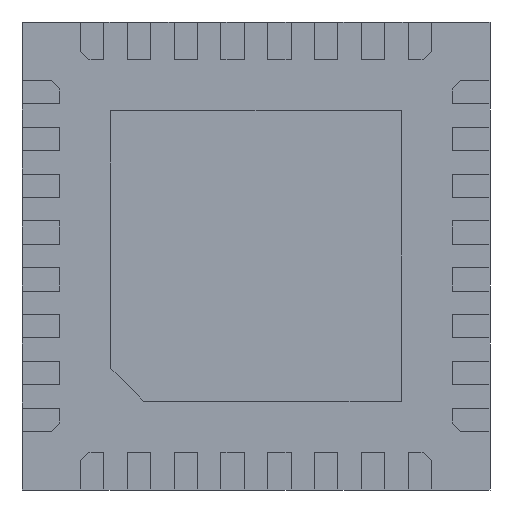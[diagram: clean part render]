
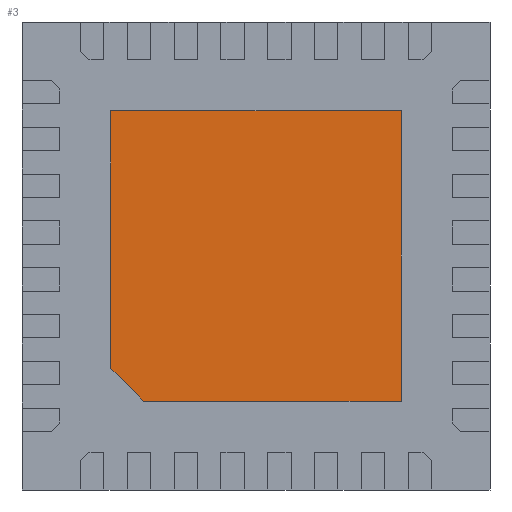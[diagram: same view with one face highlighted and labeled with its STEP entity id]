
A CAD part, front view. The second image highlights one B-rep face of the part: STEP entity #3.
In plain terms, the highlighted planar face has unit normal (0, -1, 0).
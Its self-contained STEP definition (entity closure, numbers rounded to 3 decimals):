
#3 = ADVANCED_FACE ( 'NONE', ( #10693 ), #6334, .T. ) ;
#366 = LINE ( 'NONE', #3111, #4678 ) ;
#442 = EDGE_LOOP ( 'NONE', ( #9123, #7624, #5064, #4028, #6789 ) ) ;
#489 = VECTOR ( 'NONE', #8968, 1000. ) ;
#536 = DIRECTION ( 'NONE',  ( 0.707, 0., -0.707 ) ) ;
#1043 = VERTEX_POINT ( 'NONE', #4675 ) ;
#1308 = DIRECTION ( 'NONE',  ( 0., -1., 0. ) ) ;
#1346 = LINE ( 'NONE', #7943, #3291 ) ;
#2191 = EDGE_CURVE ( 'NONE', #5966, #2526, #1346, .T. ) ;
#2278 = DIRECTION ( 'NONE',  ( -1., 0., 0. ) ) ;
#2302 = CARTESIAN_POINT ( 'NONE',  ( -1.55, 0., -1.2 ) ) ;
#2416 = LINE ( 'NONE', #2302, #10233 ) ;
#2526 = VERTEX_POINT ( 'NONE', #7665 ) ;
#2537 = EDGE_CURVE ( 'NONE', #9536, #5966, #6920, .T. ) ;
#2779 = CARTESIAN_POINT ( 'NONE',  ( -1.2, 0., -1.55 ) ) ;
#2820 = AXIS2_PLACEMENT_3D ( 'NONE', #5605, #1308, #8859 ) ;
#3111 = CARTESIAN_POINT ( 'NONE',  ( 1.55, 0., 1.55 ) ) ;
#3291 = VECTOR ( 'NONE', #3798, 1000. ) ;
#3798 = DIRECTION ( 'NONE',  ( 0., 0., 1. ) ) ;
#4028 = ORIENTED_EDGE ( 'NONE', *, *, #2537, .T. ) ;
#4509 = EDGE_CURVE ( 'NONE', #2526, #1043, #366, .T. ) ;
#4675 = CARTESIAN_POINT ( 'NONE',  ( -1.55, 0., 1.55 ) ) ;
#4678 = VECTOR ( 'NONE', #2278, 1000. ) ;
#5064 = ORIENTED_EDGE ( 'NONE', *, *, #10283, .T. ) ;
#5108 = VECTOR ( 'NONE', #5441, 1000. ) ;
#5441 = DIRECTION ( 'NONE',  ( 1., 0., 0. ) ) ;
#5578 = CARTESIAN_POINT ( 'NONE',  ( -1.55, 0., 1.55 ) ) ;
#5605 = CARTESIAN_POINT ( 'NONE',  ( 0., 0., 0. ) ) ;
#5966 = VERTEX_POINT ( 'NONE', #7810 ) ;
#5983 = LINE ( 'NONE', #5578, #489 ) ;
#6174 = VERTEX_POINT ( 'NONE', #9040 ) ;
#6334 = PLANE ( 'NONE',  #2820 ) ;
#6789 = ORIENTED_EDGE ( 'NONE', *, *, #2191, .T. ) ;
#6920 = LINE ( 'NONE', #2779, #5108 ) ;
#7624 = ORIENTED_EDGE ( 'NONE', *, *, #9417, .T. ) ;
#7665 = CARTESIAN_POINT ( 'NONE',  ( 1.55, 0., 1.55 ) ) ;
#7810 = CARTESIAN_POINT ( 'NONE',  ( 1.55, 0., -1.55 ) ) ;
#7943 = CARTESIAN_POINT ( 'NONE',  ( 1.55, 0., -1.55 ) ) ;
#8859 = DIRECTION ( 'NONE',  ( 0., 0., -1. ) ) ;
#8968 = DIRECTION ( 'NONE',  ( 0., 0., -1. ) ) ;
#9040 = CARTESIAN_POINT ( 'NONE',  ( -1.55, 0., -1.2 ) ) ;
#9123 = ORIENTED_EDGE ( 'NONE', *, *, #4509, .T. ) ;
#9417 = EDGE_CURVE ( 'NONE', #1043, #6174, #5983, .T. ) ;
#9536 = VERTEX_POINT ( 'NONE', #10663 ) ;
#10233 = VECTOR ( 'NONE', #536, 1000. ) ;
#10283 = EDGE_CURVE ( 'NONE', #6174, #9536, #2416, .T. ) ;
#10663 = CARTESIAN_POINT ( 'NONE',  ( -1.2, 0., -1.55 ) ) ;
#10693 = FACE_OUTER_BOUND ( 'NONE', #442, .T. ) ;
